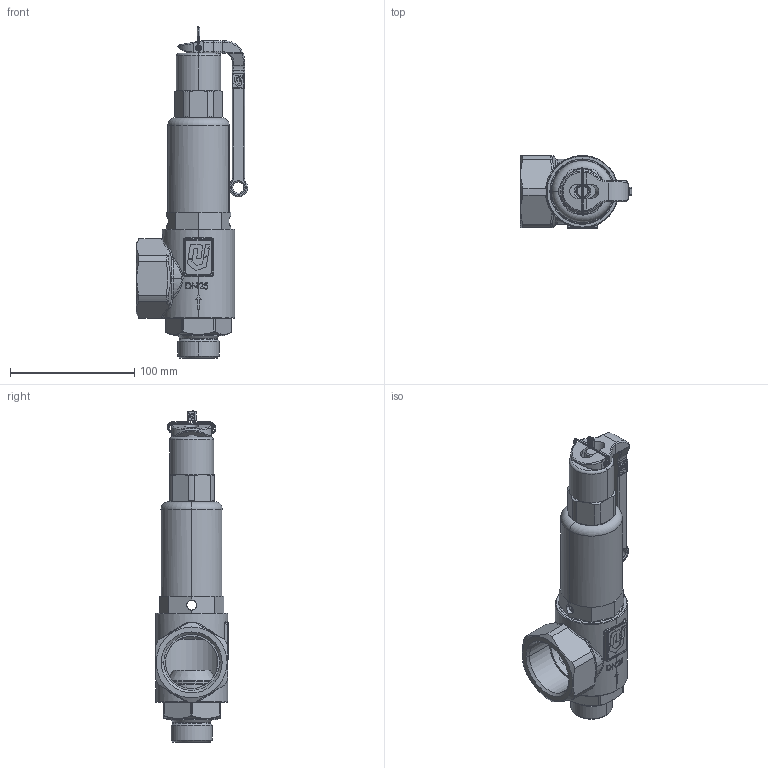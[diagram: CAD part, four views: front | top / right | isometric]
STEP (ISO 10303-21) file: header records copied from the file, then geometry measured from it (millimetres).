
FILE_DESCRIPTION(('HOOPS Exchange Step'),'2;1');
FILE_NAME('SV04-08-06-10-DN25-AG-Hebel.stp','2026-01-23T09:29:32+01:00',('nieru'),('Unknown organisation'),'HOOPS Exchange 2024.2','HOOPS Exchange','Unknown authorisation');
FILE_SCHEMA( ('AP203_CONFIGURATION_CONTROLLED_3D_DESIGN_OF_MECHANICAL_PARTS_AND_ASSEMBLIES_MIM_LF') );
Length unit declared in the file: millimetre
Products named in the file (2): 0; root
Assembly tree (1 placements, depth 2):
  root
    0
Bounding box: 89.49 x 58.5 x 266.92 mm (x, y, z)
Volume: 265691.2 mm3; surface area: 117687.1 mm2
Topology: 11 solids, 11 shells, 915 faces, 2277 edges, 1414 vertices
Faces by surface type: plane 343, cylinder 240, bspline 125, cone 102, torus 99, sphere 6
Entity records: 38706 total; most frequent: CARTESIAN_POINT 18082, ORIENTED_EDGE 4542, DIRECTION 3873, EDGE_CURVE 2271, AXIS2_PLACEMENT_3D 1441, VERTEX_POINT 1414, VECTOR 991, LINE 991
